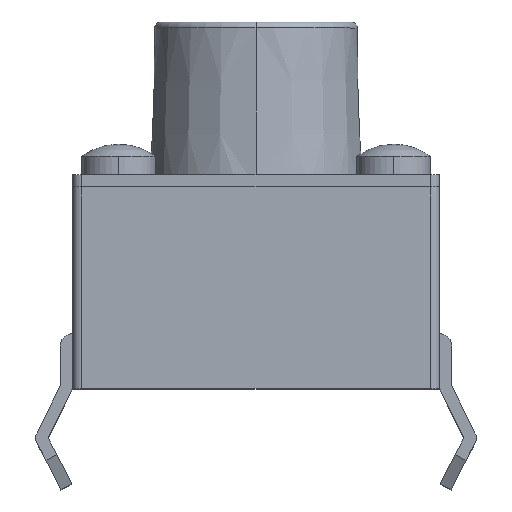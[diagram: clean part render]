
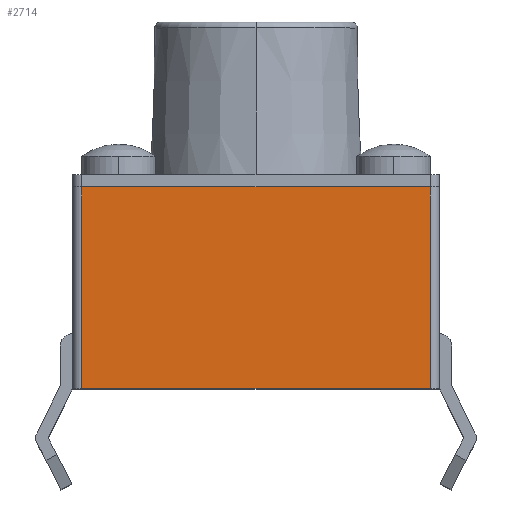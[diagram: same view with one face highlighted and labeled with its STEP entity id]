
A CAD part, top view. The second image highlights one B-rep face of the part: STEP entity #2714.
In plain terms, the highlighted planar face has unit normal (0, 0, 1).
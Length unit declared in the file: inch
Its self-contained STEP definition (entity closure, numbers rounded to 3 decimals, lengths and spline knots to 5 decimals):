
#78 = CARTESIAN_POINT ( 'NONE',  ( -0.1122, 0., 0.11811 ) ) ;
#90 = AXIS2_PLACEMENT_3D ( 'NONE', #1423, #2524, #2006 ) ;
#105 = EDGE_CURVE ( 'NONE', #2457, #761, #1692, .T. ) ;
#336 = PLANE ( 'NONE',  #90 ) ;
#447 = CARTESIAN_POINT ( 'NONE',  ( 0.1122, 0.12992, 0.11811 ) ) ;
#626 = CARTESIAN_POINT ( 'NONE',  ( 0.1122, 0.12992, 0.11811 ) ) ;
#761 = VERTEX_POINT ( 'NONE', #78 ) ;
#765 = ORIENTED_EDGE ( 'NONE', *, *, #2530, .T. ) ;
#802 = ORIENTED_EDGE ( 'NONE', *, *, #105, .T. ) ;
#825 = VECTOR ( 'NONE', #3348, 39.37008 ) ;
#1082 = CARTESIAN_POINT ( 'NONE',  ( -0.11811, 0., 0.11811 ) ) ;
#1138 = CARTESIAN_POINT ( 'NONE',  ( 0.1122, 0., 0.11811 ) ) ;
#1150 = DIRECTION ( 'NONE',  ( 1., 0., 0. ) ) ;
#1402 = VECTOR ( 'NONE', #1150, 39.37008 ) ;
#1423 = CARTESIAN_POINT ( 'NONE',  ( -0.11811, 0.12992, 0.11811 ) ) ;
#1692 = LINE ( 'NONE', #2856, #2996 ) ;
#1728 = FACE_OUTER_BOUND ( 'NONE', #1877, .T. ) ;
#1805 = EDGE_CURVE ( 'NONE', #2545, #2470, #2017, .T. ) ;
#1877 = EDGE_LOOP ( 'NONE', ( #765, #1941, #2697, #802 ) ) ;
#1941 = ORIENTED_EDGE ( 'NONE', *, *, #1805, .T. ) ;
#2006 = DIRECTION ( 'NONE',  ( 0., -1., 0. ) ) ;
#2017 = LINE ( 'NONE', #626, #825 ) ;
#2321 = LINE ( 'NONE', #3301, #1402 ) ;
#2457 = VERTEX_POINT ( 'NONE', #2937 ) ;
#2470 = VERTEX_POINT ( 'NONE', #447 ) ;
#2496 = LINE ( 'NONE', #1082, #2723 ) ;
#2524 = DIRECTION ( 'NONE',  ( 0., 0., -1. ) ) ;
#2530 = EDGE_CURVE ( 'NONE', #761, #2545, #2496, .T. ) ;
#2545 = VERTEX_POINT ( 'NONE', #1138 ) ;
#2697 = ORIENTED_EDGE ( 'NONE', *, *, #3374, .F. ) ;
#2714 = ADVANCED_FACE ( 'NONE', ( #1728 ), #336, .F. ) ;
#2723 = VECTOR ( 'NONE', #2758, 39.37008 ) ;
#2758 = DIRECTION ( 'NONE',  ( 1., 0., 0. ) ) ;
#2856 = CARTESIAN_POINT ( 'NONE',  ( -0.1122, 0.12992, 0.11811 ) ) ;
#2937 = CARTESIAN_POINT ( 'NONE',  ( -0.1122, 0.12992, 0.11811 ) ) ;
#2996 = VECTOR ( 'NONE', #3056, 39.37008 ) ;
#3056 = DIRECTION ( 'NONE',  ( 0., -1., 0. ) ) ;
#3301 = CARTESIAN_POINT ( 'NONE',  ( -0.11811, 0.12992, 0.11811 ) ) ;
#3348 = DIRECTION ( 'NONE',  ( 0., 1., 0. ) ) ;
#3374 = EDGE_CURVE ( 'NONE', #2457, #2470, #2321, .T. ) ;
